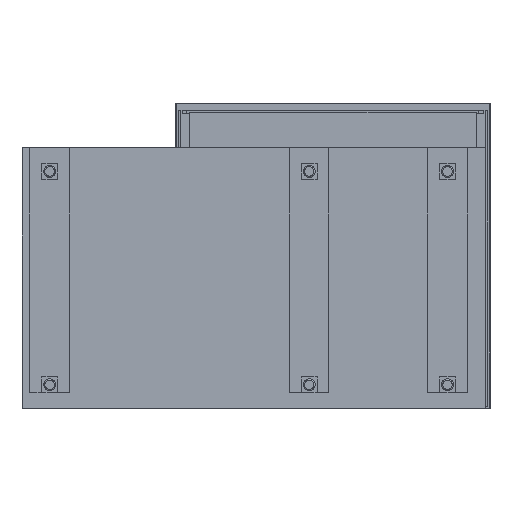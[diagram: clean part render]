
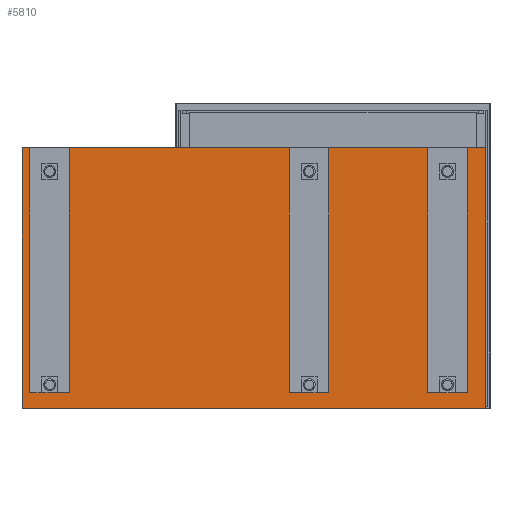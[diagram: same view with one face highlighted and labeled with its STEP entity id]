
A CAD part, front view. The second image highlights one B-rep face of the part: STEP entity #5810.
In plain terms, the highlighted planar face has unit normal (0, -1, 0).
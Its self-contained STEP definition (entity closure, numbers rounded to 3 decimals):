
#494=FACE_OUTER_BOUND('',#854,.T.);
#854=EDGE_LOOP('',(#4755,#4756,#4757,#4758));
#1466=LINE('',#9077,#2166);
#1471=LINE('',#9086,#2171);
#1474=LINE('',#9092,#2174);
#1477=LINE('',#9097,#2177);
#2166=VECTOR('',#7418,1000.);
#2171=VECTOR('',#7425,1000.);
#2174=VECTOR('',#7430,1000.);
#2177=VECTOR('',#7435,1000.);
#2733=VERTEX_POINT('',#9074);
#2734=VERTEX_POINT('',#9076);
#2737=VERTEX_POINT('',#9084);
#2739=VERTEX_POINT('',#9090);
#3434=EDGE_CURVE('',#2734,#2733,#1466,.T.);
#3439=EDGE_CURVE('',#2733,#2737,#1471,.T.);
#3442=EDGE_CURVE('',#2737,#2739,#1474,.T.);
#3445=EDGE_CURVE('',#2739,#2734,#1477,.T.);
#4755=ORIENTED_EDGE('',*,*,#3434,.T.);
#4756=ORIENTED_EDGE('',*,*,#3439,.T.);
#4757=ORIENTED_EDGE('',*,*,#3442,.T.);
#4758=ORIENTED_EDGE('',*,*,#3445,.T.);
#5482=PLANE('',#6248);
#5810=ADVANCED_FACE('',(#494),#5482,.T.);
#6248=AXIS2_PLACEMENT_3D('',#9098,#7436,#7437);
#7418=DIRECTION('',(0.,0.,1.));
#7425=DIRECTION('',(-1.,0.,0.));
#7430=DIRECTION('',(0.,0.,-1.));
#7435=DIRECTION('',(1.,0.,0.));
#7436=DIRECTION('center_axis',(0.,-1.,0.));
#7437=DIRECTION('ref_axis',(0.,0.,-1.));
#9074=CARTESIAN_POINT('',(385.,-395.,273.5));
#9076=CARTESIAN_POINT('',(385.,-395.,-386.5));
#9077=CARTESIAN_POINT('',(385.,-395.,-386.5));
#9084=CARTESIAN_POINT('',(-787.,-395.,273.5));
#9086=CARTESIAN_POINT('',(385.,-395.,273.5));
#9090=CARTESIAN_POINT('',(-787.,-395.,-386.5));
#9092=CARTESIAN_POINT('',(-787.,-395.,-386.5));
#9097=CARTESIAN_POINT('',(385.,-395.,-386.5));
#9098=CARTESIAN_POINT('Origin',(0.,-395.,0.));
